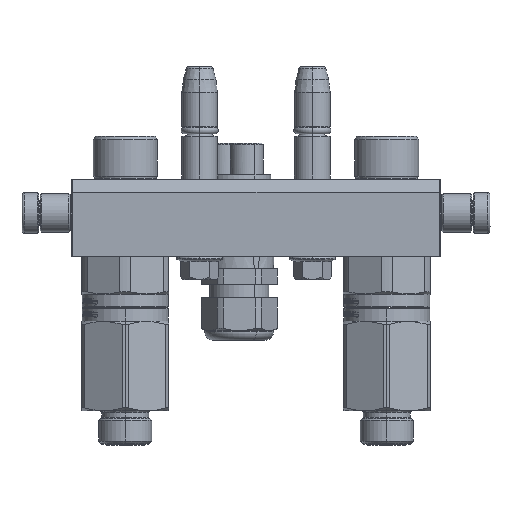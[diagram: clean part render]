
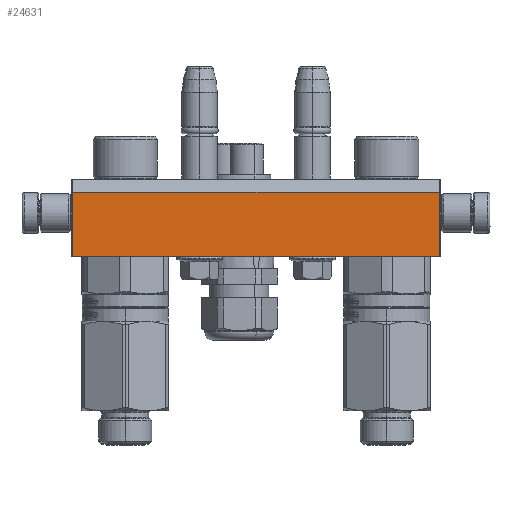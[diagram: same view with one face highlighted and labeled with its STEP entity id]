
A CAD part, left-side view. The second image highlights one B-rep face of the part: STEP entity #24631.
In plain terms, the highlighted face is planar.
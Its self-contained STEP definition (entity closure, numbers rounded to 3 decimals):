
#175 = ORIENTED_EDGE ( 'NONE', *, *, #16632, .T. ) ;
#422 = DIRECTION ( 'NONE',  ( 0., 1., 0. ) ) ;
#2119 = CARTESIAN_POINT ( 'NONE',  ( 0.5, 5., -90. ) ) ;
#7233 = CARTESIAN_POINT ( 'NONE',  ( 143.5, 30., -90. ) ) ;
#9335 = VERTEX_POINT ( 'NONE', #2119 ) ;
#9932 = EDGE_CURVE ( 'NONE', #46015, #82515, #23372, .T. ) ;
#9949 = LINE ( 'NONE', #7233, #57516 ) ;
#16632 = EDGE_CURVE ( 'NONE', #9335, #40318, #17292, .T. ) ;
#17292 = LINE ( 'NONE', #66866, #62734 ) ;
#22972 = ORIENTED_EDGE ( 'NONE', *, *, #65027, .T. ) ;
#23075 = AXIS2_PLACEMENT_3D ( 'NONE', #36652, #69889, #83460 ) ;
#23372 = LINE ( 'NONE', #68462, #49251 ) ;
#24631 = ADVANCED_FACE ( 'NONE', ( #77217 ), #37225, .T. ) ;
#25079 = DIRECTION ( 'NONE',  ( -1., 0., 0. ) ) ;
#26641 = ORIENTED_EDGE ( 'NONE', *, *, #9932, .F. ) ;
#27355 = CARTESIAN_POINT ( 'NONE',  ( 0.5, 30., -90. ) ) ;
#27953 = ORIENTED_EDGE ( 'NONE', *, *, #34089, .F. ) ;
#34089 = EDGE_CURVE ( 'NONE', #82515, #40318, #9949, .T. ) ;
#36107 = DIRECTION ( 'NONE',  ( 0., 1., 0. ) ) ;
#36652 = CARTESIAN_POINT ( 'NONE',  ( 144., 0., -90. ) ) ;
#37225 = PLANE ( 'NONE',  #23075 ) ;
#40318 = VERTEX_POINT ( 'NONE', #27355 ) ;
#44764 = VECTOR ( 'NONE', #25079, 1000. ) ;
#46015 = VERTEX_POINT ( 'NONE', #50762 ) ;
#47222 = EDGE_LOOP ( 'NONE', ( #27953, #26641, #22972, #175 ) ) ;
#49251 = VECTOR ( 'NONE', #36107, 1000. ) ;
#50762 = CARTESIAN_POINT ( 'NONE',  ( 143.5, 5., -90. ) ) ;
#57516 = VECTOR ( 'NONE', #73718, 1000. ) ;
#62734 = VECTOR ( 'NONE', #422, 1000. ) ;
#65027 = EDGE_CURVE ( 'NONE', #46015, #9335, #73861, .T. ) ;
#66866 = CARTESIAN_POINT ( 'NONE',  ( 0.5, 5., -90. ) ) ;
#68462 = CARTESIAN_POINT ( 'NONE',  ( 143.5, 5., -90. ) ) ;
#69889 = DIRECTION ( 'NONE',  ( 0., 0., -1. ) ) ;
#72434 = CARTESIAN_POINT ( 'NONE',  ( 143.5, 30., -90. ) ) ;
#73718 = DIRECTION ( 'NONE',  ( -1., 0., 0. ) ) ;
#73861 = LINE ( 'NONE', #84083, #44764 ) ;
#77217 = FACE_OUTER_BOUND ( 'NONE', #47222, .T. ) ;
#82515 = VERTEX_POINT ( 'NONE', #72434 ) ;
#83460 = DIRECTION ( 'NONE',  ( -1., 0., 0. ) ) ;
#84083 = CARTESIAN_POINT ( 'NONE',  ( 143.5, 5., -90. ) ) ;
